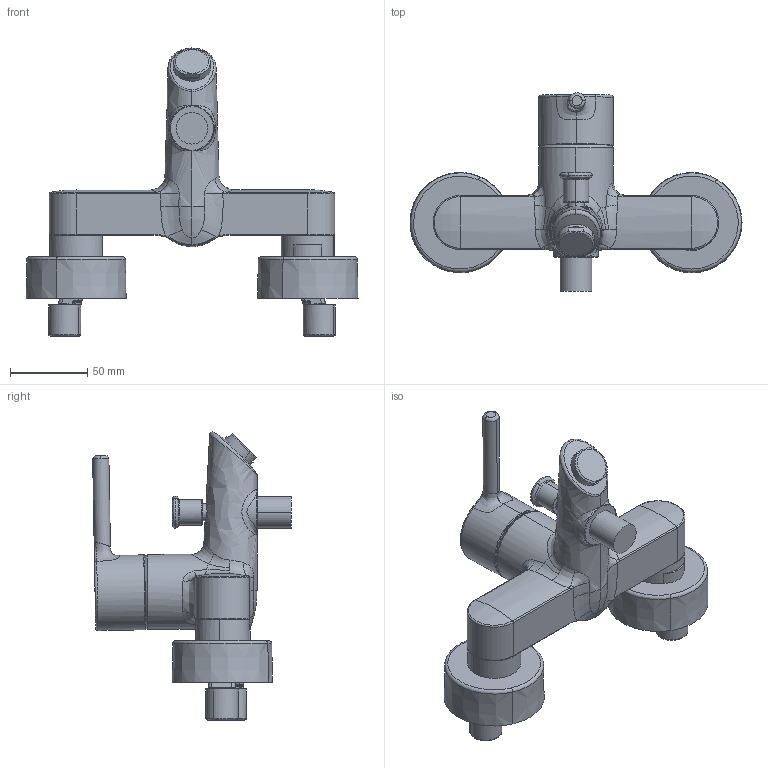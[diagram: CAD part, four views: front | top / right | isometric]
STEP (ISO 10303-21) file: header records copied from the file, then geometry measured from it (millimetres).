
FILE_DESCRIPTION (( 'STEP AP203' ), '1' );
FILE_NAME ('5244226733(2024).STEP', '2024-02-14T08:08:40', ( '' ), ( '' ), 'SwSTEP 2.0', 'SolidWorks 2016', '' );
FILE_SCHEMA (( 'CONFIG_CONTROL_DESIGN' ));
Length unit declared in the file: millimetre
Products named in the file (1): 5244226733(2024)
Bounding box: 214.95 x 128.63 x 186.48 mm (x, y, z)
Volume: 519354.2 mm3; surface area: 95501.2 mm2
Topology: 1 solids, 1 shells, 370 faces, 912 edges, 551 vertices
Faces by surface type: bspline 163, cylinder 106, plane 65, torus 15, cone 12, sphere 9
Entity records: 28663 total; most frequent: CARTESIAN_POINT 21240, ORIENTED_EDGE 1798, DIRECTION 1084, EDGE_CURVE 899, VERTEX_POINT 550, AXIS2_PLACEMENT_3D 437, B_SPLINE_CURVE_WITH_KNOTS 423, EDGE_LOOP 397
